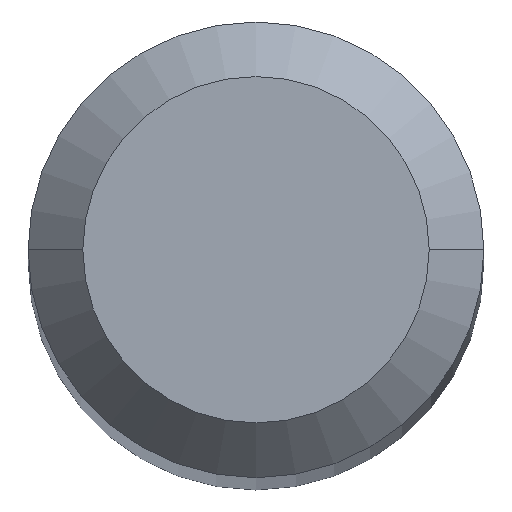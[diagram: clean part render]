
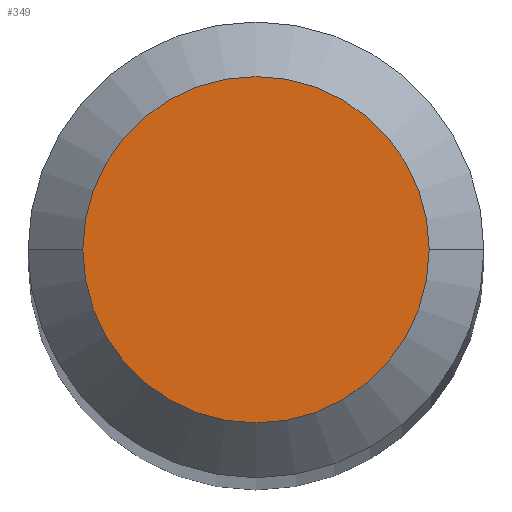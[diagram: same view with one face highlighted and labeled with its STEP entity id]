
A CAD part, top view. The second image highlights one B-rep face of the part: STEP entity #349.
In plain terms, the highlighted planar face has unit normal (0, 0, 1).
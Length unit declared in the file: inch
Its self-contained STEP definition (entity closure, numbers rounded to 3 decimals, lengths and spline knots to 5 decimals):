
#19 = AXIS2_PLACEMENT_3D ( 'NONE', #51, #156, #225 ) ;
#44 = CIRCLE ( 'NONE', #444, 0.0475 ) ;
#49 = DIRECTION ( 'NONE',  ( -1., 0., 0. ) ) ;
#51 = CARTESIAN_POINT ( 'NONE',  ( 0., 0., 0. ) ) ;
#85 = CARTESIAN_POINT ( 'NONE',  ( -0.0475, 0., 0. ) ) ;
#87 = ORIENTED_EDGE ( 'NONE', *, *, #124, .T. ) ;
#124 = EDGE_CURVE ( 'NONE', #220, #253, #44, .T. ) ;
#156 = DIRECTION ( 'NONE',  ( 0., 0., 1. ) ) ;
#159 = CARTESIAN_POINT ( 'NONE',  ( 0., 0., 0. ) ) ;
#164 = DIRECTION ( 'NONE',  ( 0., 0., -1. ) ) ;
#220 = VERTEX_POINT ( 'NONE', #85 ) ;
#225 = DIRECTION ( 'NONE',  ( 1., 0., 0. ) ) ;
#253 = VERTEX_POINT ( 'NONE', #368 ) ;
#273 = ORIENTED_EDGE ( 'NONE', *, *, #328, .T. ) ;
#306 = CIRCLE ( 'NONE', #19, 0.0475 ) ;
#307 = DIRECTION ( 'NONE',  ( 0., 0., 1. ) ) ;
#328 = EDGE_CURVE ( 'NONE', #253, #220, #306, .T. ) ;
#343 = EDGE_LOOP ( 'NONE', ( #87, #273 ) ) ;
#347 = CARTESIAN_POINT ( 'NONE',  ( 0., 0.0475, 0. ) ) ;
#349 = ADVANCED_FACE ( 'NONE', ( #383 ), #375, .F. ) ;
#368 = CARTESIAN_POINT ( 'NONE',  ( 0.0475, 0., 0. ) ) ;
#375 = PLANE ( 'NONE',  #436 ) ;
#383 = FACE_OUTER_BOUND ( 'NONE', #343, .T. ) ;
#436 = AXIS2_PLACEMENT_3D ( 'NONE', #347, #164, #49 ) ;
#444 = AXIS2_PLACEMENT_3D ( 'NONE', #159, #307, #447 ) ;
#447 = DIRECTION ( 'NONE',  ( 1., 0., 0. ) ) ;
